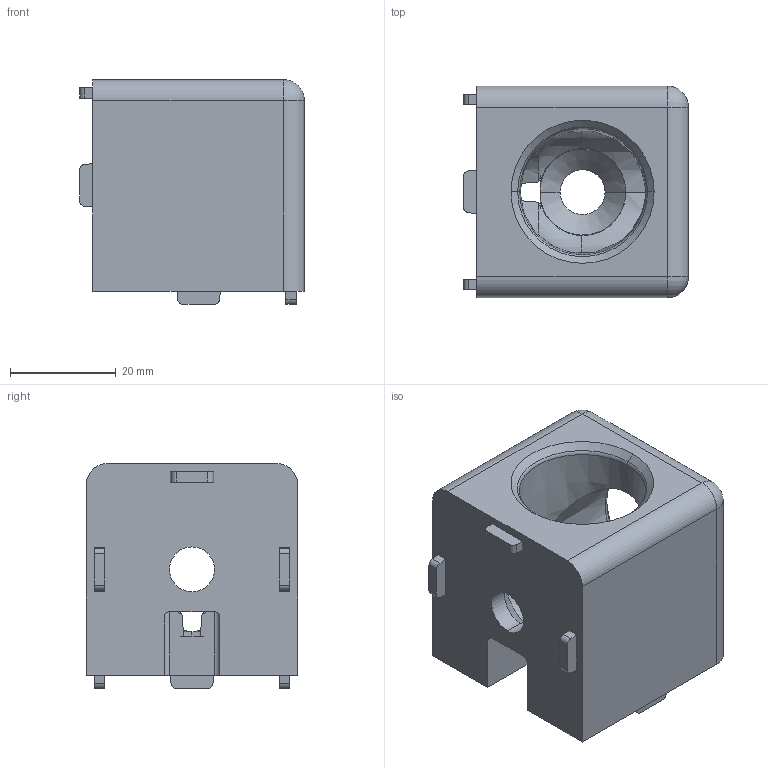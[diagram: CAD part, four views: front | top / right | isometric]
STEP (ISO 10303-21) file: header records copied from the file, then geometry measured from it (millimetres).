
FILE_DESCRIPTION (( 'STEP AP214' ), '1' );
FILE_NAME ('093WW405N08.STEP', '2014-08-21T06:25:41', ( '' ), ( '' ), 'SwSTEP 2.0', 'SolidWorks 2014', '' );
FILE_SCHEMA (( 'AUTOMOTIVE_DESIGN' ));
Length unit declared in the file: millimetre
Products named in the file (2): 093ww405n08r_Standard; 093WW405N08
Assembly tree (1 placements, depth 2):
  093WW405N08
    093ww405n08r_Standard
Bounding box: 42.5 x 40 x 42.5 mm (x, y, z)
Volume: 42560 mm3; surface area: 11908.7 mm2
Topology: 1 solids, 1 shells, 88 faces, 233 edges, 147 vertices
Faces by surface type: plane 40, cylinder 25, cone 15, torus 4, sphere 4
Entity records: 2961 total; most frequent: CARTESIAN_POINT 665, DIRECTION 479, ORIENTED_EDGE 462, EDGE_CURVE 231, AXIS2_PLACEMENT_3D 172, VERTEX_POINT 147, LINE 135, VECTOR 135
